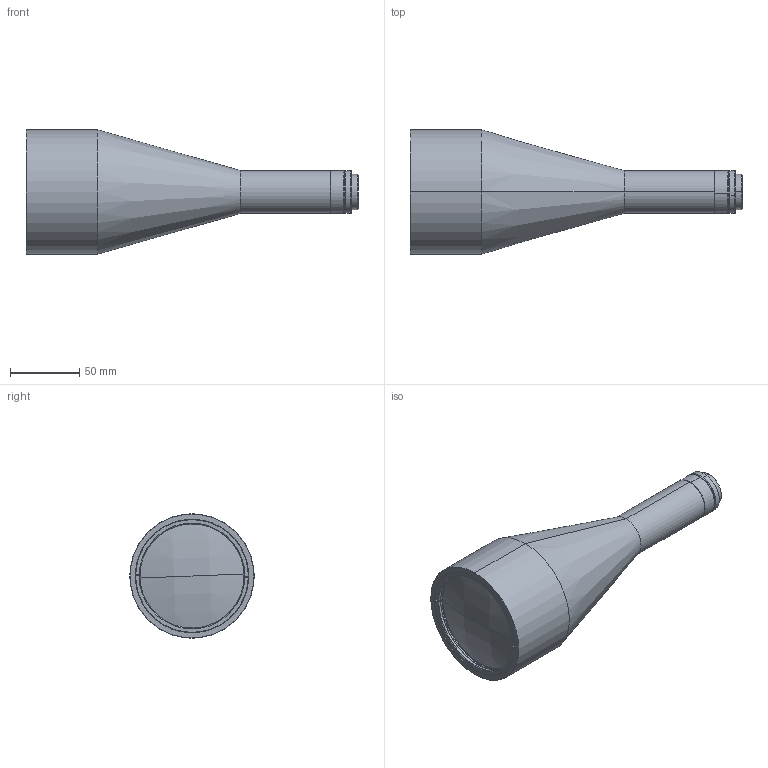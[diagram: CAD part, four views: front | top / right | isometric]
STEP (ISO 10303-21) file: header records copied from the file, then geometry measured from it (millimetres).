
FILE_DESCRIPTION (( 'STEP AP214' ), '1' );
FILE_NAME ('TTL11.5-70-180C.STEP', '2023-05-12T07:17:02', ( '' ), ( '' ), 'SwSTEP 2.0', 'SolidWorks 2022', '' );
FILE_SCHEMA (( 'AUTOMOTIVE_DESIGN' ));
Length unit declared in the file: millimetre
Products named in the file (1): TTL11.5-70-180C
Bounding box: 240.2 x 90 x 90 mm (x, y, z)
Volume: 326725.4 mm3; surface area: 105770.8 mm2
Topology: 12 solids, 12 shells, 182 faces, 402 edges, 252 vertices
Faces by surface type: cylinder 66, cone 58, plane 46, bspline 12
Entity records: 7391 total; most frequent: CARTESIAN_POINT 1065, DIRECTION 962, ORIENTED_EDGE 804, AXIS2_PLACEMENT_3D 405, EDGE_CURVE 402, VERTEX_POINT 252, CIRCLE 234, EDGE_LOOP 210
